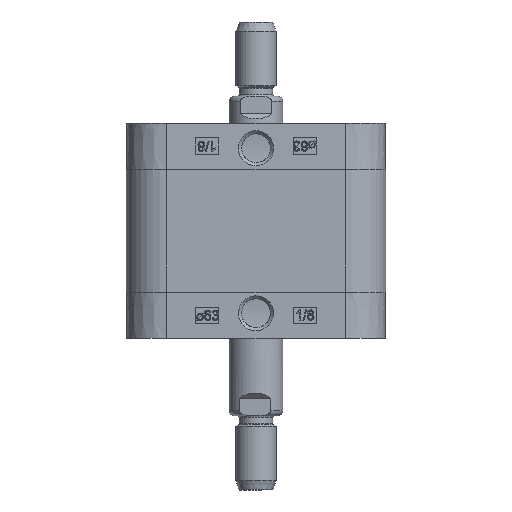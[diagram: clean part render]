
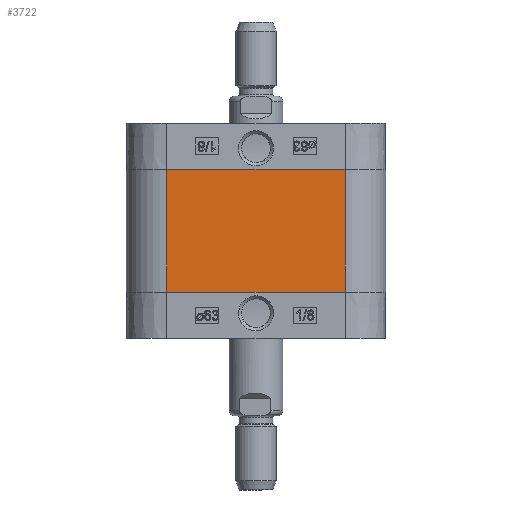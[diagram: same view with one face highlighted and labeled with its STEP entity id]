
A CAD part, left-side view. The second image highlights one B-rep face of the part: STEP entity #3722.
In plain terms, the highlighted planar face has unit normal (-1, 0, 0).
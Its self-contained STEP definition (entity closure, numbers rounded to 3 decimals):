
#140=CARTESIAN_POINT('',(-38.5,26.5,36.5));
#141=VERTEX_POINT('',#140);
#159=CARTESIAN_POINT('',(-38.5,26.5,0.0));
#160=VERTEX_POINT('',#159);
#168=CARTESIAN_POINT('',(-38.5,26.5,0.0));
#169=DIRECTION('',(0.0,0.0,1.0));
#170=VECTOR('',#169,36.5);
#171=LINE('',#168,#170);
#172=EDGE_CURVE('',#160,#141,#171,.T.);
#3673=CARTESIAN_POINT('',(-38.5,-26.5,36.5));
#3674=VERTEX_POINT('',#3673);
#3682=CARTESIAN_POINT('',(-38.5,-26.5,0.0));
#3683=VERTEX_POINT('',#3682);
#3684=CARTESIAN_POINT('',(-38.5,-26.5,0.0));
#3685=DIRECTION('',(0.0,0.0,1.0));
#3686=VECTOR('',#3685,36.5);
#3687=LINE('',#3684,#3686);
#3688=EDGE_CURVE('',#3683,#3674,#3687,.T.);
#3701=CARTESIAN_POINT('',(-38.5,-26.5,0.0));
#3702=DIRECTION('',(-1.0,0.0,0.0));
#3703=DIRECTION('',(0.0,0.0,1.0));
#3704=AXIS2_PLACEMENT_3D('',#3701,#3702,#3703);
#3705=PLANE('',#3704);
#3706=CARTESIAN_POINT('',(-38.5,-26.5,36.5));
#3707=DIRECTION('',(0.0,1.0,0.0));
#3708=VECTOR('',#3707,53.);
#3709=LINE('',#3706,#3708);
#3710=EDGE_CURVE('',#3674,#141,#3709,.T.);
#3711=ORIENTED_EDGE('',*,*,#3710,.T.);
#3712=ORIENTED_EDGE('',*,*,#172,.F.);
#3713=CARTESIAN_POINT('',(-38.5,26.5,0.0));
#3714=DIRECTION('',(0.0,-1.0,0.0));
#3715=VECTOR('',#3714,53.);
#3716=LINE('',#3713,#3715);
#3717=EDGE_CURVE('',#160,#3683,#3716,.T.);
#3718=ORIENTED_EDGE('',*,*,#3717,.T.);
#3719=ORIENTED_EDGE('',*,*,#3688,.T.);
#3720=EDGE_LOOP('',(#3711,#3712,#3718,#3719));
#3721=FACE_OUTER_BOUND('',#3720,.T.);
#3722=ADVANCED_FACE('',(#3721),#3705,.T.);
